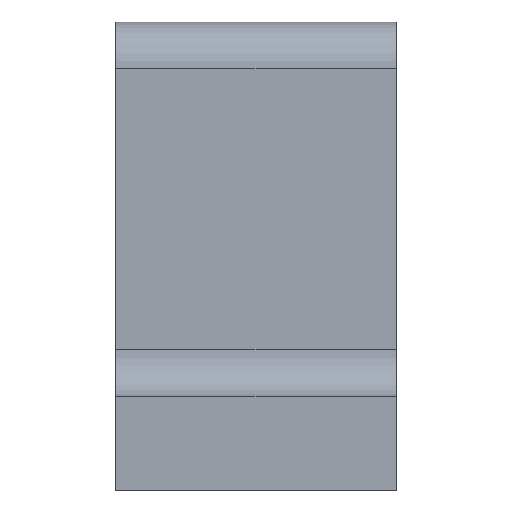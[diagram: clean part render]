
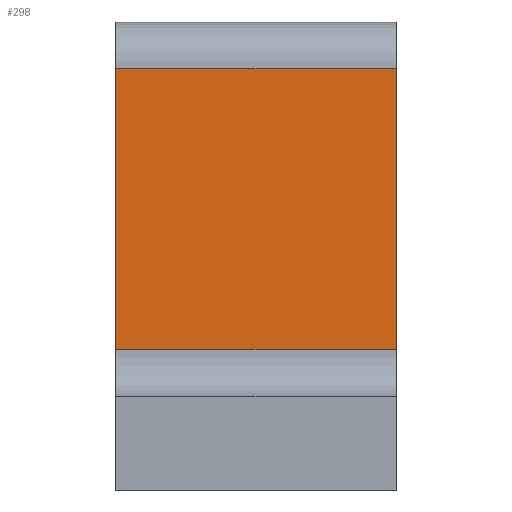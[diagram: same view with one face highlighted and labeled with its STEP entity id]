
A CAD part, front view. The second image highlights one B-rep face of the part: STEP entity #298.
In plain terms, the highlighted planar face has unit normal (0, -1, 0).
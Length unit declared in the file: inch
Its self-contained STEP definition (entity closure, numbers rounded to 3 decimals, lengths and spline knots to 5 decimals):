
#19=PLANE('',#338);
#30=FACE_OUTER_BOUND('',#46,.T.);
#46=EDGE_LOOP('',(#211,#212,#213,#214));
#66=LINE('',#460,#96);
#67=LINE('',#463,#97);
#68=LINE('',#465,#98);
#69=LINE('',#466,#99);
#96=VECTOR('',#372,0.3937);
#97=VECTOR('',#375,0.3937);
#98=VECTOR('',#376,0.3937);
#99=VECTOR('',#377,0.3937);
#137=VERTEX_POINT('',#453);
#140=VERTEX_POINT('',#458);
#141=VERTEX_POINT('',#462);
#142=VERTEX_POINT('',#464);
#168=EDGE_CURVE('',#140,#137,#66,.T.);
#169=EDGE_CURVE('',#140,#141,#67,.T.);
#170=EDGE_CURVE('',#142,#141,#68,.T.);
#171=EDGE_CURVE('',#137,#142,#69,.T.);
#211=ORIENTED_EDGE('',*,*,#168,.F.);
#212=ORIENTED_EDGE('',*,*,#169,.T.);
#213=ORIENTED_EDGE('',*,*,#170,.F.);
#214=ORIENTED_EDGE('',*,*,#171,.F.);
#298=ADVANCED_FACE('',(#30),#19,.T.);
#338=AXIS2_PLACEMENT_3D('',#461,#373,#374);
#372=DIRECTION('',(1.,0.,0.));
#373=DIRECTION('center_axis',(0.,-1.,0.));
#374=DIRECTION('ref_axis',(0.,0.,-1.));
#375=DIRECTION('',(0.,0.,-1.));
#376=DIRECTION('',(-1.,0.,0.));
#377=DIRECTION('',(0.,0.,-1.));
#453=CARTESIAN_POINT('',(0.75,0.,-0.125));
#458=CARTESIAN_POINT('',(0.,0.,-0.125));
#460=CARTESIAN_POINT('',(0.,0.,-0.125));
#461=CARTESIAN_POINT('Origin',(0.,0.,0.));
#462=CARTESIAN_POINT('',(0.,0.,-0.875));
#463=CARTESIAN_POINT('',(0.,0.,0.));
#464=CARTESIAN_POINT('',(0.75,0.,-0.875));
#465=CARTESIAN_POINT('',(0.,0.,-0.875));
#466=CARTESIAN_POINT('',(0.75,0.,0.));
